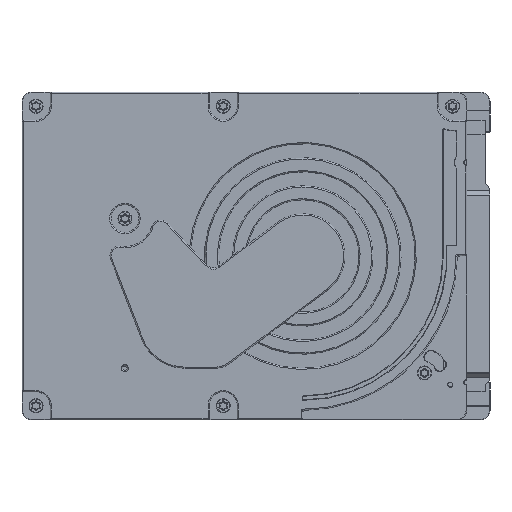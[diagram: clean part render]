
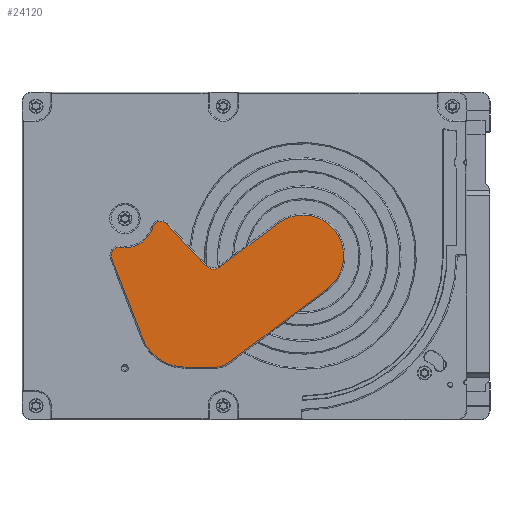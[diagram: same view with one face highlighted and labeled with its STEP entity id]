
A CAD part, top view. The second image highlights one B-rep face of the part: STEP entity #24120.
In plain terms, the highlighted planar face has unit normal (0, 0, 1).
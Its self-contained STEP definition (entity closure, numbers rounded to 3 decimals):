
#340=PLANE('',#26156);
#1421=FACE_OUTER_BOUND('',#3062,.T.);
#3062=EDGE_LOOP('',(#16690,#16691,#16692,#16693,#16694,#16695,#16696,#16697,
#16698,#16699,#16700,#16701));
#4730=LINE('',#39224,#6441);
#4731=LINE('',#39240,#6442);
#4734=LINE('',#39257,#6445);
#4743=LINE('',#39277,#6454);
#4744=LINE('',#39283,#6455);
#6441=VECTOR('',#30198,10.);
#6442=VECTOR('',#30221,10.);
#6445=VECTOR('',#30236,10.);
#6454=VECTOR('',#30259,10.);
#6455=VECTOR('',#30268,10.);
#8183=CIRCLE('',#26118,9.75);
#8186=CIRCLE('',#26123,1.75);
#8188=CIRCLE('',#26126,6.25);
#8190=CIRCLE('',#26129,1.75);
#8193=CIRCLE('',#26134,2.25);
#8199=CIRCLE('',#26142,8.75);
#8201=CIRCLE('',#26146,4.75);
#10198=VERTEX_POINT('',#39217);
#10199=VERTEX_POINT('',#39219);
#10200=VERTEX_POINT('',#39223);
#10201=VERTEX_POINT('',#39227);
#10202=VERTEX_POINT('',#39231);
#10203=VERTEX_POINT('',#39235);
#10204=VERTEX_POINT('',#39239);
#10206=VERTEX_POINT('',#39246);
#10208=VERTEX_POINT('',#39256);
#10210=VERTEX_POINT('',#39264);
#10212=VERTEX_POINT('',#39270);
#10213=VERTEX_POINT('',#39279);
#12547=EDGE_CURVE('',#10198,#10199,#8183,.T.);
#12549=EDGE_CURVE('',#10199,#10200,#4730,.T.);
#12551=EDGE_CURVE('',#10200,#10201,#8186,.T.);
#12553=EDGE_CURVE('',#10201,#10202,#8188,.T.);
#12555=EDGE_CURVE('',#10202,#10203,#8190,.T.);
#12557=EDGE_CURVE('',#10203,#10204,#4731,.T.);
#12561=EDGE_CURVE('',#10204,#10206,#8193,.T.);
#12565=EDGE_CURVE('',#10206,#10208,#4734,.T.);
#12572=EDGE_CURVE('',#10208,#10210,#8199,.T.);
#12579=EDGE_CURVE('',#10210,#10212,#4743,.T.);
#12580=EDGE_CURVE('',#10212,#10213,#8201,.T.);
#12582=EDGE_CURVE('',#10213,#10198,#4744,.T.);
#16690=ORIENTED_EDGE('',*,*,#12547,.F.);
#16691=ORIENTED_EDGE('',*,*,#12582,.F.);
#16692=ORIENTED_EDGE('',*,*,#12580,.F.);
#16693=ORIENTED_EDGE('',*,*,#12579,.F.);
#16694=ORIENTED_EDGE('',*,*,#12572,.F.);
#16695=ORIENTED_EDGE('',*,*,#12565,.F.);
#16696=ORIENTED_EDGE('',*,*,#12561,.F.);
#16697=ORIENTED_EDGE('',*,*,#12557,.F.);
#16698=ORIENTED_EDGE('',*,*,#12555,.F.);
#16699=ORIENTED_EDGE('',*,*,#12553,.F.);
#16700=ORIENTED_EDGE('',*,*,#12551,.F.);
#16701=ORIENTED_EDGE('',*,*,#12549,.F.);
#24120=ADVANCED_FACE('',(#1421),#340,.T.);
#26118=AXIS2_PLACEMENT_3D('',#39220,#30192,#30193);
#26123=AXIS2_PLACEMENT_3D('',#39228,#30203,#30204);
#26126=AXIS2_PLACEMENT_3D('',#39232,#30209,#30210);
#26129=AXIS2_PLACEMENT_3D('',#39236,#30215,#30216);
#26134=AXIS2_PLACEMENT_3D('',#39247,#30228,#30229);
#26142=AXIS2_PLACEMENT_3D('',#39268,#30248,#30249);
#26146=AXIS2_PLACEMENT_3D('',#39280,#30262,#30263);
#26156=AXIS2_PLACEMENT_3D('',#39300,#30290,#30291);
#30192=DIRECTION('center_axis',(0.,0.,-1.));
#30193=DIRECTION('ref_axis',(-0.565,-0.825,0.));
#30198=DIRECTION('',(-0.362,0.932,0.));
#30203=DIRECTION('center_axis',(0.,0.,-1.));
#30204=DIRECTION('ref_axis',(-0.78,0.626,0.));
#30209=DIRECTION('center_axis',(0.,0.,1.));
#30210=DIRECTION('ref_axis',(0.531,-0.847,0.));
#30215=DIRECTION('center_axis',(0.,0.,-1.));
#30216=DIRECTION('ref_axis',(-0.224,0.975,0.));
#30221=DIRECTION('',(0.682,-0.732,0.));
#30228=DIRECTION('center_axis',(0.,0.,1.));
#30229=DIRECTION('ref_axis',(-0.089,-0.996,0.));
#30236=DIRECTION('',(0.8,0.6,0.));
#30248=DIRECTION('center_axis',(0.,0.,-1.));
#30249=DIRECTION('ref_axis',(0.8,0.6,0.));
#30259=DIRECTION('',(-0.8,-0.6,0.));
#30262=DIRECTION('center_axis',(0.,0.,-1.));
#30263=DIRECTION('ref_axis',(0.316,-0.949,0.));
#30268=DIRECTION('',(-1.,0.,0.));
#30290=DIRECTION('center_axis',(0.,0.,1.));
#30291=DIRECTION('ref_axis',(-1.,0.,0.));
#39217=CARTESIAN_POINT('',(-15.158,-23.75,6.75));
#39219=CARTESIAN_POINT('',(-24.246,-17.532,6.75));
#39220=CARTESIAN_POINT('Origin',(-15.158,-14.,6.75));
#39223=CARTESIAN_POINT('',(-30.85,-0.541,6.75));
#39224=CARTESIAN_POINT('',(-29.819,-3.191,6.75));
#39227=CARTESIAN_POINT('',(-28.952,1.823,6.75));
#39228=CARTESIAN_POINT('Origin',(-29.218,0.093,6.75));
#39231=CARTESIAN_POINT('',(-22.024,6.169,6.75));
#39232=CARTESIAN_POINT('Origin',(-28.,8.,6.75));
#39235=CARTESIAN_POINT('',(-19.07,6.849,6.75));
#39236=CARTESIAN_POINT('Origin',(-20.351,5.656,6.75));
#39239=CARTESIAN_POINT('',(-10.736,-2.101,6.75));
#39240=CARTESIAN_POINT('',(-9.262,-3.684,6.75));
#39246=CARTESIAN_POINT('',(-7.74,-2.367,6.75));
#39247=CARTESIAN_POINT('Origin',(-9.09,-0.567,6.75));
#39256=CARTESIAN_POINT('',(4.75,7.,6.75));
#39257=CARTESIAN_POINT('',(-2.05,1.9,6.75));
#39264=CARTESIAN_POINT('',(15.25,-7.,6.75));
#39268=CARTESIAN_POINT('Origin',(10.,0.,
6.75));
#39270=CARTESIAN_POINT('',(-5.817,-22.8,6.75));
#39277=CARTESIAN_POINT('',(-2.083,-20.,6.75));
#39279=CARTESIAN_POINT('',(-8.667,-23.75,6.75));
#39280=CARTESIAN_POINT('Origin',(-8.667,-19.,6.75));
#39283=CARTESIAN_POINT('',(-11.329,-23.75,6.75));
#39300=CARTESIAN_POINT('Origin',(-7.5,-5.,6.75));
